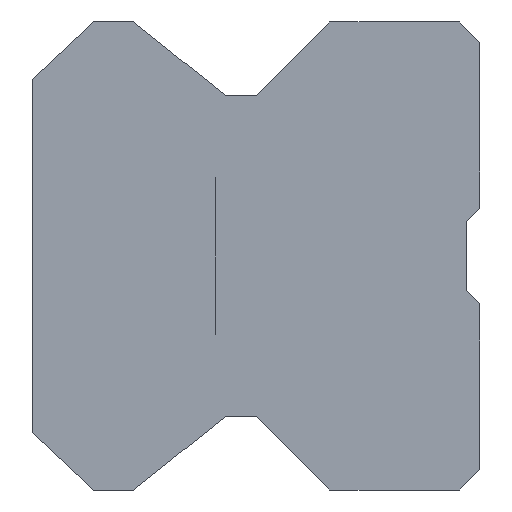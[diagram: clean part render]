
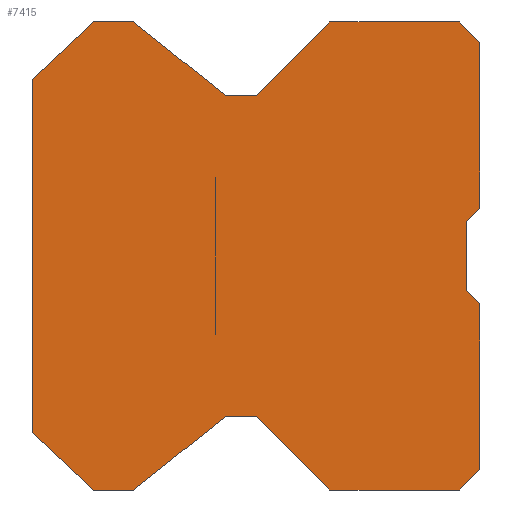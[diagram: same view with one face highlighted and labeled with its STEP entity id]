
A CAD part, left-side view. The second image highlights one B-rep face of the part: STEP entity #7415.
In plain terms, the highlighted planar face has unit normal (-1, 0, 0).
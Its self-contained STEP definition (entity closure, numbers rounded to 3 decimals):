
#894=LINE('',#12854,#1222);
#896=LINE('',#12860,#1224);
#898=LINE('',#12866,#1226);
#900=LINE('',#12870,#1228);
#904=LINE('',#12879,#1232);
#907=LINE('',#12885,#1235);
#910=LINE('',#12891,#1238);
#913=LINE('',#12897,#1241);
#916=LINE('',#12903,#1244);
#920=LINE('',#12911,#1248);
#922=LINE('',#13049,#1250);
#925=LINE('',#13055,#1253);
#928=LINE('',#13061,#1256);
#931=LINE('',#13067,#1259);
#934=LINE('',#13073,#1262);
#937=LINE('',#13079,#1265);
#940=LINE('',#13085,#1268);
#943=LINE('',#13091,#1271);
#946=LINE('',#13231,#1274);
#949=LINE('',#13237,#1277);
#1222=VECTOR('',#10264,1000.);
#1224=VECTOR('',#10270,1000.);
#1226=VECTOR('',#10276,1000.);
#1228=VECTOR('',#10280,1000.);
#1232=VECTOR('',#10286,1000.);
#1235=VECTOR('',#10291,1000.);
#1238=VECTOR('',#10296,1000.);
#1241=VECTOR('',#10301,1000.);
#1244=VECTOR('',#10306,1000.);
#1248=VECTOR('',#10314,1000.);
#1250=VECTOR('',#10588,1000.);
#1253=VECTOR('',#10593,1000.);
#1256=VECTOR('',#10598,1000.);
#1259=VECTOR('',#10603,1000.);
#1262=VECTOR('',#10608,1000.);
#1265=VECTOR('',#10613,1000.);
#1268=VECTOR('',#10618,1000.);
#1271=VECTOR('',#10623,1000.);
#1274=VECTOR('',#10762,1000.);
#1277=VECTOR('',#10767,1000.);
#2518=ORIENTED_EDGE('',*,*,#4087,.F.);
#2519=ORIENTED_EDGE('',*,*,#4338,.F.);
#2520=ORIENTED_EDGE('',*,*,#4335,.F.);
#2521=ORIENTED_EDGE('',*,*,#4265,.F.);
#2522=ORIENTED_EDGE('',*,*,#4262,.F.);
#2523=ORIENTED_EDGE('',*,*,#4259,.F.);
#2524=ORIENTED_EDGE('',*,*,#4256,.F.);
#2525=ORIENTED_EDGE('',*,*,#4253,.F.);
#2526=ORIENTED_EDGE('',*,*,#4250,.F.);
#2527=ORIENTED_EDGE('',*,*,#4247,.F.);
#2528=ORIENTED_EDGE('',*,*,#4244,.F.);
#2529=ORIENTED_EDGE('',*,*,#4085,.F.);
#2530=ORIENTED_EDGE('',*,*,#4082,.F.);
#2531=ORIENTED_EDGE('',*,*,#4079,.F.);
#2532=ORIENTED_EDGE('',*,*,#4108,.F.);
#2533=ORIENTED_EDGE('',*,*,#4103,.F.);
#2534=ORIENTED_EDGE('',*,*,#4100,.F.);
#2535=ORIENTED_EDGE('',*,*,#4097,.F.);
#2536=ORIENTED_EDGE('',*,*,#4094,.F.);
#2537=ORIENTED_EDGE('',*,*,#4091,.F.);
#4079=EDGE_CURVE('',#5012,#5013,#894,.T.);
#4082=EDGE_CURVE('',#5013,#5015,#896,.T.);
#4085=EDGE_CURVE('',#5015,#5017,#898,.T.);
#4087=EDGE_CURVE('',#5018,#5019,#900,.T.);
#4091=EDGE_CURVE('',#5019,#5022,#904,.T.);
#4094=EDGE_CURVE('',#5022,#5024,#907,.T.);
#4097=EDGE_CURVE('',#5024,#5026,#910,.T.);
#4100=EDGE_CURVE('',#5026,#5028,#913,.T.);
#4103=EDGE_CURVE('',#5028,#5030,#916,.T.);
#4108=EDGE_CURVE('',#5030,#5012,#920,.T.);
#4244=EDGE_CURVE('',#5017,#5032,#922,.T.);
#4247=EDGE_CURVE('',#5032,#5034,#925,.T.);
#4250=EDGE_CURVE('',#5034,#5036,#928,.T.);
#4253=EDGE_CURVE('',#5036,#5038,#931,.T.);
#4256=EDGE_CURVE('',#5038,#5040,#934,.T.);
#4259=EDGE_CURVE('',#5040,#5042,#937,.T.);
#4262=EDGE_CURVE('',#5042,#5044,#940,.T.);
#4265=EDGE_CURVE('',#5044,#5046,#943,.T.);
#4335=EDGE_CURVE('',#5046,#5115,#946,.T.);
#4338=EDGE_CURVE('',#5115,#5018,#949,.T.);
#5012=VERTEX_POINT('',#12853);
#5013=VERTEX_POINT('',#12855);
#5015=VERTEX_POINT('',#12861);
#5017=VERTEX_POINT('',#12867);
#5018=VERTEX_POINT('',#12871);
#5019=VERTEX_POINT('',#12872);
#5022=VERTEX_POINT('',#12880);
#5024=VERTEX_POINT('',#12886);
#5026=VERTEX_POINT('',#12892);
#5028=VERTEX_POINT('',#12898);
#5030=VERTEX_POINT('',#12904);
#5032=VERTEX_POINT('',#13050);
#5034=VERTEX_POINT('',#13056);
#5036=VERTEX_POINT('',#13062);
#5038=VERTEX_POINT('',#13068);
#5040=VERTEX_POINT('',#13074);
#5042=VERTEX_POINT('',#13080);
#5044=VERTEX_POINT('',#13086);
#5046=VERTEX_POINT('',#13092);
#5115=VERTEX_POINT('',#13232);
#5808=EDGE_LOOP('',(#2518,#2519,#2520,#2521,#2522,#2523,#2524,#2525,#2526,
#2527,#2528,#2529,#2530,#2531,#2532,#2533,#2534,#2535,#2536,#2537));
#6500=FACE_BOUND('',#5808,.T.);
#7125=PLANE('',#8455);
#7415=ADVANCED_FACE('',(#6500),#7125,.F.);
#8455=AXIS2_PLACEMENT_3D('',#13240,#10771,#10772);
#10264=DIRECTION('',(0.,0.707,-0.707));
#10270=DIRECTION('',(0.,0.,-1.));
#10276=DIRECTION('',(0.,-0.707,-0.707));
#10280=DIRECTION('',(0.,-1.,0.));
#10286=DIRECTION('',(0.,-0.78,-0.626));
#10291=DIRECTION('',(0.,-1.,0.));
#10296=DIRECTION('',(0.,-0.707,0.707));
#10301=DIRECTION('',(0.,-1.,0.));
#10306=DIRECTION('',(0.,-0.707,-0.707));
#10314=DIRECTION('',(0.,0.,-1.));
#10588=DIRECTION('',(0.,0.,-1.));
#10593=DIRECTION('',(0.,0.707,-0.707));
#10598=DIRECTION('',(0.,1.,0.));
#10603=DIRECTION('',(0.,0.707,0.707));
#10608=DIRECTION('',(0.,1.,0.));
#10613=DIRECTION('',(0.,0.78,-0.626));
#10618=DIRECTION('',(0.,1.,0.));
#10623=DIRECTION('',(0.,0.729,0.685));
#10762=DIRECTION('',(0.,0.,1.));
#10767=DIRECTION('',(0.,-0.729,0.685));
#10771=DIRECTION('',(1.,0.,0.));
#10772=DIRECTION('',(0.,0.,-1.));
#12853=CARTESIAN_POINT('',(0.,0.,2.35));
#12854=CARTESIAN_POINT('',(0.,0.,2.35));
#12855=CARTESIAN_POINT('',(0.,0.65,1.7));
#12860=CARTESIAN_POINT('',(0.,0.65,1.7));
#12861=CARTESIAN_POINT('',(0.,0.65,-1.7));
#12866=CARTESIAN_POINT('',(0.,0.65,-1.7));
#12867=CARTESIAN_POINT('',(0.,0.,-2.35));
#12870=CARTESIAN_POINT('',(0.,19.,11.5));
#12871=CARTESIAN_POINT('',(0.,19.,11.5));
#12872=CARTESIAN_POINT('',(0.,17.,11.5));
#12879=CARTESIAN_POINT('',(0.,17.,11.5));
#12880=CARTESIAN_POINT('',(0.,12.52,7.9));
#12885=CARTESIAN_POINT('',(0.,12.52,7.9));
#12886=CARTESIAN_POINT('',(0.,10.97,7.9));
#12891=CARTESIAN_POINT('',(0.,10.97,7.9));
#12892=CARTESIAN_POINT('',(0.,7.37,11.5));
#12897=CARTESIAN_POINT('',(0.,7.37,11.5));
#12898=CARTESIAN_POINT('',(0.,1.,11.5));
#12903=CARTESIAN_POINT('',(0.,1.,11.5));
#12904=CARTESIAN_POINT('',(0.,0.,10.5));
#12911=CARTESIAN_POINT('',(0.,0.,10.5));
#13049=CARTESIAN_POINT('',(0.,0.,-2.35));
#13050=CARTESIAN_POINT('',(0.,0.,-10.5));
#13055=CARTESIAN_POINT('',(0.,0.,-10.5));
#13056=CARTESIAN_POINT('',(0.,1.,-11.5));
#13061=CARTESIAN_POINT('',(0.,1.,-11.5));
#13062=CARTESIAN_POINT('',(0.,7.37,-11.5));
#13067=CARTESIAN_POINT('',(0.,7.37,-11.5));
#13068=CARTESIAN_POINT('',(0.,10.97,-7.9));
#13073=CARTESIAN_POINT('',(0.,10.97,-7.9));
#13074=CARTESIAN_POINT('',(0.,12.52,-7.9));
#13079=CARTESIAN_POINT('',(0.,12.52,-7.9));
#13080=CARTESIAN_POINT('',(0.,17.,-11.5));
#13085=CARTESIAN_POINT('',(0.,17.,-11.5));
#13086=CARTESIAN_POINT('',(0.,19.,-11.5));
#13091=CARTESIAN_POINT('',(0.,19.,-11.5));
#13092=CARTESIAN_POINT('',(0.,22.,-8.68));
#13231=CARTESIAN_POINT('',(0.,22.,-8.68));
#13232=CARTESIAN_POINT('',(0.,22.,8.68));
#13237=CARTESIAN_POINT('',(0.,22.,8.68));
#13240=CARTESIAN_POINT('',(0.,0.,0.));
